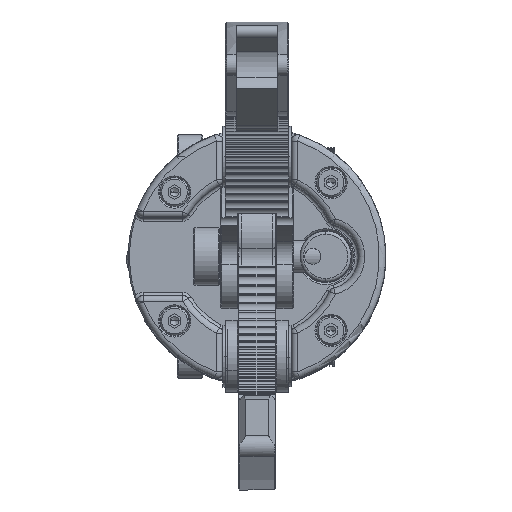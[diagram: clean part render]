
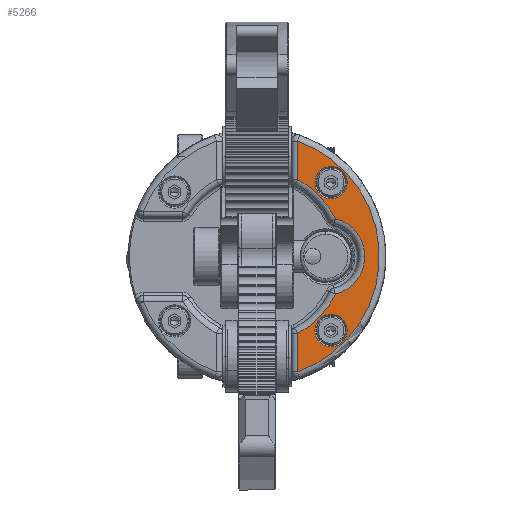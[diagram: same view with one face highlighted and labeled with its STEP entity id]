
A CAD part, top view. The second image highlights one B-rep face of the part: STEP entity #5266.
In plain terms, the highlighted planar face has unit normal (0, 0, 1).
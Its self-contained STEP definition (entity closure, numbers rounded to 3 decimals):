
#925 = VERTEX_POINT ( 'NONE', #37650 ) ;
#1069 = AXIS2_PLACEMENT_3D ( 'NONE', #30046, #29971, #29912 ) ;
#1676 = EDGE_LOOP ( 'NONE', ( #36187, #46513 ) ) ;
#1886 = ORIENTED_EDGE ( 'NONE', *, *, #34857, .T. ) ;
#1934 = CARTESIAN_POINT ( 'NONE',  ( 0., 0., 10.6 ) ) ;
#2511 = DIRECTION ( 'NONE',  ( -1., 0., 0. ) ) ;
#4163 = DIRECTION ( 'NONE',  ( -1., 0., 0. ) ) ;
#4205 = DIRECTION ( 'NONE',  ( 0., 0., -1. ) ) ;
#4270 = CARTESIAN_POINT ( 'NONE',  ( 11.49, -11.49, 10.6 ) ) ;
#4304 = DIRECTION ( 'NONE',  ( -1., 0., 0. ) ) ;
#5266 = ADVANCED_FACE ( 'NONE', ( #40789, #17734, #51765 ), #20517, .F. ) ;
#5499 = ORIENTED_EDGE ( 'NONE', *, *, #43546, .T. ) ;
#5814 = EDGE_CURVE ( 'NONE', #17585, #925, #32913, .T. ) ;
#5858 = CARTESIAN_POINT ( 'NONE',  ( 6.3, 17.925, 10.6 ) ) ;
#7118 = AXIS2_PLACEMENT_3D ( 'NONE', #42473, #14682, #37769 ) ;
#8810 = CARTESIAN_POINT ( 'NONE',  ( 6.3, -11.94, 10.6 ) ) ;
#9786 = CARTESIAN_POINT ( 'NONE',  ( 8.99, 11.49, 10.6 ) ) ;
#9794 = AXIS2_PLACEMENT_3D ( 'NONE', #20959, #59788, #4304 ) ;
#10627 = AXIS2_PLACEMENT_3D ( 'NONE', #29898, #37989, #24318 ) ;
#11299 = ORIENTED_EDGE ( 'NONE', *, *, #5814, .T. ) ;
#11644 = EDGE_CURVE ( 'NONE', #33841, #17585, #40351, .T. ) ;
#13061 = CARTESIAN_POINT ( 'NONE',  ( 0., 0., 10.6 ) ) ;
#13135 = AXIS2_PLACEMENT_3D ( 'NONE', #13061, #36177, #40604 ) ;
#14146 = VECTOR ( 'NONE', #19730, 1000. ) ;
#14682 = DIRECTION ( 'NONE',  ( 0., 0., -1. ) ) ;
#14852 = LINE ( 'NONE', #36185, #14146 ) ;
#15693 = ORIENTED_EDGE ( 'NONE', *, *, #48675, .T. ) ;
#16551 = DIRECTION ( 'NONE',  ( -1., 0., 0. ) ) ;
#16617 = DIRECTION ( 'NONE',  ( 0., 0., -1. ) ) ;
#16942 = CARTESIAN_POINT ( 'NONE',  ( 11.49, -11.49, 10.6 ) ) ;
#17037 = EDGE_CURVE ( 'NONE', #27807, #21041, #33855, .T. ) ;
#17387 = EDGE_CURVE ( 'NONE', #31728, #36961, #14852, .T. ) ;
#17585 = VERTEX_POINT ( 'NONE', #32618 ) ;
#17734 = FACE_BOUND ( 'NONE', #30664, .T. ) ;
#18520 = CARTESIAN_POINT ( 'NONE',  ( 12.16, -5.864, 10.6 ) ) ;
#19297 = AXIS2_PLACEMENT_3D ( 'NONE', #4270, #4205, #4163 ) ;
#19730 = DIRECTION ( 'NONE',  ( 0., -1., 0. ) ) ;
#20517 = PLANE ( 'NONE',  #7118 ) ;
#20959 = CARTESIAN_POINT ( 'NONE',  ( 11.49, 11.49, 10.6 ) ) ;
#21016 = CIRCLE ( 'NONE', #1069, 6.05 ) ;
#21041 = VERTEX_POINT ( 'NONE', #40725 ) ;
#22758 = EDGE_CURVE ( 'NONE', #36961, #33841, #52833, .T. ) ;
#23620 = AXIS2_PLACEMENT_3D ( 'NONE', #16942, #16617, #16551 ) ;
#24078 = AXIS2_PLACEMENT_3D ( 'NONE', #60042, #59836, #59629 ) ;
#24275 = ORIENTED_EDGE ( 'NONE', *, *, #28673, .T. ) ;
#24318 = DIRECTION ( 'NONE',  ( -1., 0., 0. ) ) ;
#26065 = CIRCLE ( 'NONE', #9794, 2.5 ) ;
#27807 = VERTEX_POINT ( 'NONE', #28974 ) ;
#28673 = EDGE_CURVE ( 'NONE', #39184, #31728, #36384, .T. ) ;
#28974 = CARTESIAN_POINT ( 'NONE',  ( 13.99, -11.49, 10.6 ) ) ;
#29883 = VERTEX_POINT ( 'NONE', #50645 ) ;
#29898 = CARTESIAN_POINT ( 'NONE',  ( 11.49, 11.49, 10.6 ) ) ;
#29912 = DIRECTION ( 'NONE',  ( -1., 0., 0. ) ) ;
#29971 = DIRECTION ( 'NONE',  ( 0., 0., -1. ) ) ;
#30046 = CARTESIAN_POINT ( 'NONE',  ( 10.67, 0., 10.6 ) ) ;
#30055 = CIRCLE ( 'NONE', #10627, 2.5 ) ;
#30520 = CARTESIAN_POINT ( 'NONE',  ( 6.3, -17.925, 10.6 ) ) ;
#30664 = EDGE_LOOP ( 'NONE', ( #5499, #1886 ) ) ;
#31728 = VERTEX_POINT ( 'NONE', #8810 ) ;
#32618 = CARTESIAN_POINT ( 'NONE',  ( 6.3, 11.94, 10.6 ) ) ;
#32913 = CIRCLE ( 'NONE', #13135, 13.5 ) ;
#33841 = VERTEX_POINT ( 'NONE', #5858 ) ;
#33855 = CIRCLE ( 'NONE', #23620, 2.5 ) ;
#34857 = EDGE_CURVE ( 'NONE', #39560, #29883, #26065, .T. ) ;
#35717 = CARTESIAN_POINT ( 'NONE',  ( 6.3, 12.5, 10.6 ) ) ;
#36177 = DIRECTION ( 'NONE',  ( 0., 0., -1. ) ) ;
#36185 = CARTESIAN_POINT ( 'NONE',  ( 6.3, 12.5, 10.6 ) ) ;
#36187 = ORIENTED_EDGE ( 'NONE', *, *, #17037, .T. ) ;
#36384 = CIRCLE ( 'NONE', #24078, 13.5 ) ;
#36954 = ORIENTED_EDGE ( 'NONE', *, *, #22758, .T. ) ;
#36961 = VERTEX_POINT ( 'NONE', #30520 ) ;
#37650 = CARTESIAN_POINT ( 'NONE',  ( 12.16, 5.864, 10.6 ) ) ;
#37769 = DIRECTION ( 'NONE',  ( -1., 0., 0. ) ) ;
#37989 = DIRECTION ( 'NONE',  ( 0., 0., -1. ) ) ;
#39184 = VERTEX_POINT ( 'NONE', #18520 ) ;
#39488 = ORIENTED_EDGE ( 'NONE', *, *, #17387, .T. ) ;
#39560 = VERTEX_POINT ( 'NONE', #9786 ) ;
#39804 = ORIENTED_EDGE ( 'NONE', *, *, #11644, .T. ) ;
#40351 = LINE ( 'NONE', #35717, #41871 ) ;
#40604 = DIRECTION ( 'NONE',  ( -1., 0., 0. ) ) ;
#40725 = CARTESIAN_POINT ( 'NONE',  ( 8.99, -11.49, 10.6 ) ) ;
#40789 = FACE_BOUND ( 'NONE', #1676, .T. ) ;
#41871 = VECTOR ( 'NONE', #54206, 1000. ) ;
#42473 = CARTESIAN_POINT ( 'NONE',  ( 0., 12.5, 10.6 ) ) ;
#43546 = EDGE_CURVE ( 'NONE', #29883, #39560, #30055, .T. ) ;
#46513 = ORIENTED_EDGE ( 'NONE', *, *, #47336, .T. ) ;
#47336 = EDGE_CURVE ( 'NONE', #21041, #27807, #49401, .T. ) ;
#48675 = EDGE_CURVE ( 'NONE', #925, #39184, #21016, .T. ) ;
#49401 = CIRCLE ( 'NONE', #19297, 2.5 ) ;
#50645 = CARTESIAN_POINT ( 'NONE',  ( 13.99, 11.49, 10.6 ) ) ;
#51765 = FACE_OUTER_BOUND ( 'NONE', #53277, .T. ) ;
#52833 = CIRCLE ( 'NONE', #54212, 19. ) ;
#53277 = EDGE_LOOP ( 'NONE', ( #24275, #39488, #36954, #39804, #11299, #15693 ) ) ;
#54206 = DIRECTION ( 'NONE',  ( 0., -1., 0. ) ) ;
#54212 = AXIS2_PLACEMENT_3D ( 'NONE', #1934, #58595, #2511 ) ;
#58595 = DIRECTION ( 'NONE',  ( 0., 0., 1. ) ) ;
#59629 = DIRECTION ( 'NONE',  ( -1., 0., 0. ) ) ;
#59788 = DIRECTION ( 'NONE',  ( 0., 0., -1. ) ) ;
#59836 = DIRECTION ( 'NONE',  ( 0., 0., -1. ) ) ;
#60042 = CARTESIAN_POINT ( 'NONE',  ( 0., 0., 10.6 ) ) ;
